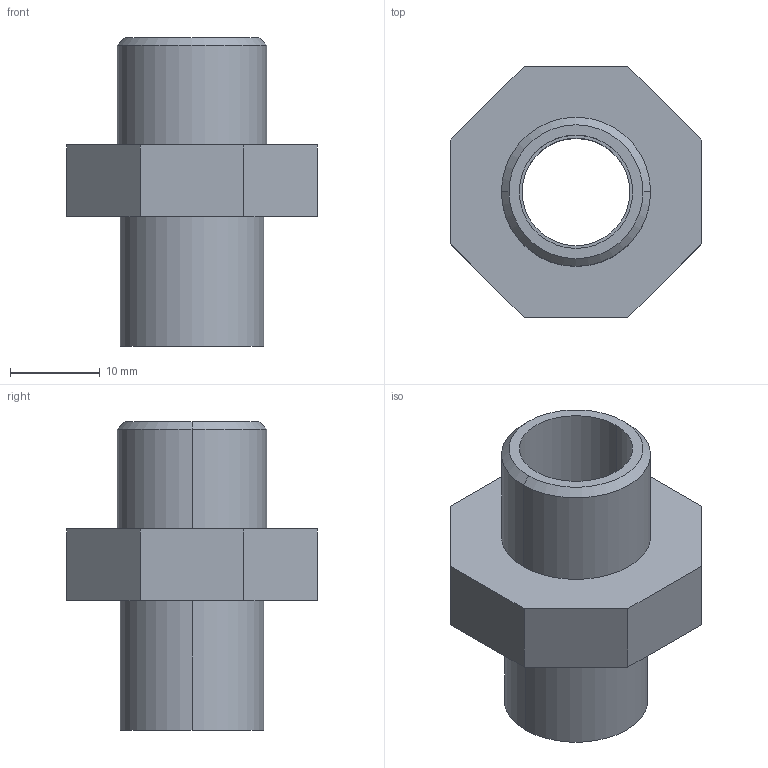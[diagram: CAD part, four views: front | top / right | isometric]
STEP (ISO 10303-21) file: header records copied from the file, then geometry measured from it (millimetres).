
FILE_DESCRIPTION(('STEP AP214'),'1');
FILE_NAME('cctmp_3B48839F-9366-4770-A319-EBF4B88DEF9F_2022_03_09_09_57_38_0632..stp','2022-03-09T08:57:38',('Praher Valves GmbH'),('CADClick - www.CADClick.com'),'Spatial InterOp 3D',' ','unknown authorization');
FILE_SCHEMA(('AUTOMOTIVE_DESIGN'));
Length unit declared in the file: millimetre
Products named in the file (1): 71290
Bounding box: 28 x 28 x 34.5 mm (x, y, z)
Volume: 6659.9 mm3; surface area: 4469.3 mm2
Topology: 1 solids, 1 shells, 23 faces, 52 edges, 34 vertices
Faces by surface type: plane 13, cylinder 8, cone 2
Entity records: 860 total; most frequent: DIRECTION 118, CARTESIAN_POINT 110, ORIENTED_EDGE 104, EDGE_CURVE 52, AXIS2_PLACEMENT_3D 42, VERTEX_POINT 34, LINE 34, VECTOR 34
